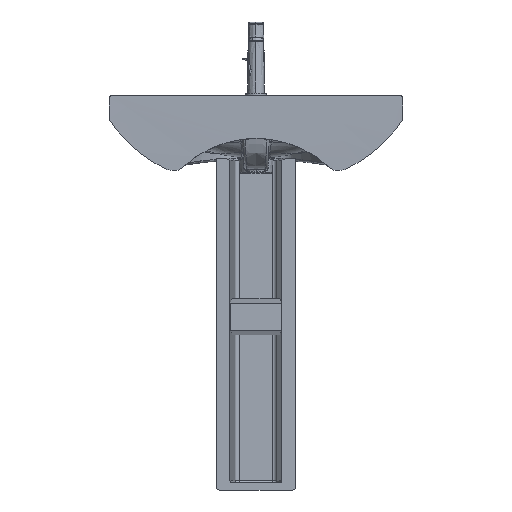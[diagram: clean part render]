
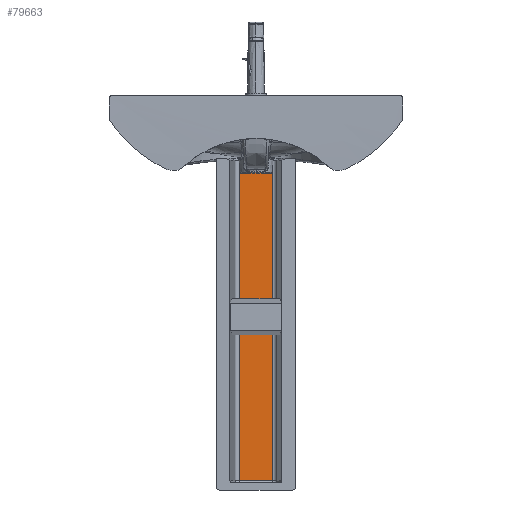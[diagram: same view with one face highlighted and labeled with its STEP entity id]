
A CAD part, left-side view. The second image highlights one B-rep face of the part: STEP entity #79663.
In plain terms, the highlighted free-form (B-spline) face has degree [5, 1] with [6, 2] control points.
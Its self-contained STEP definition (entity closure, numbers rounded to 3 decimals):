
#79009=CARTESIAN_POINT('',(284.435,37.41,-712.));
#79010=VERTEX_POINT('',#79009);
#79282=CARTESIAN_POINT('',(284.435,-37.41,-712.0));
#79283=VERTEX_POINT('',#79282);
#79291=CARTESIAN_POINT('',(284.435,-37.41,-712.0));
#79292=CARTESIAN_POINT('',(285.486,-24.874,-712.0));
#79293=CARTESIAN_POINT('',(286.097,-12.278,-712.0));
#79294=CARTESIAN_POINT('',(286.265,0.295,-712.0));
#79295=CARTESIAN_POINT('',(285.941,15.223,-712.0));
#79296=CARTESIAN_POINT('',(284.996,30.113,-712.0));
#79297=CARTESIAN_POINT('',(284.833,32.438,-712.0));
#79298=CARTESIAN_POINT('',(284.65,34.83,-712.0));
#79299=CARTESIAN_POINT('',(284.451,37.22,-712.0));
#79300=CARTESIAN_POINT('',(284.446,37.286,-712.0));
#79301=CARTESIAN_POINT('',(284.44,37.349,-712.0));
#79302=CARTESIAN_POINT('',(284.435,37.41,-712.0));
#79303=B_SPLINE_CURVE_WITH_KNOTS('',5,(#79291,#79292,#79293,#79294,#79295,#79296,#79297,#79298,#79299,#79300,#79301,#79302),.UNSPECIFIED.,.F.,.U.,(6,3,3,6),(436.364,546.128,566.451,567.049),.UNSPECIFIED.);
#79304=EDGE_CURVE('',#79010,#79283,#79303,.F.);
#79572=CARTESIAN_POINT('',(284.435,37.41,-4.0));
#79573=VERTEX_POINT('',#79572);
#79583=CARTESIAN_POINT('',(284.435,37.41,-4.0));
#79584=DIRECTION('',(0.0,0.0,-1.0));
#79585=VECTOR('',#79584,708.);
#79586=LINE('',#79583,#79585);
#79587=EDGE_CURVE('',#79010,#79573,#79586,.F.);
#79629=CARTESIAN_POINT('',(284.435,-37.41,-4.));
#79630=CARTESIAN_POINT('',(285.685,-22.494,-4.));
#79631=CARTESIAN_POINT('',(286.315,-7.478,-4.));
#79632=CARTESIAN_POINT('',(286.312,7.48,-4.));
#79633=CARTESIAN_POINT('',(285.686,22.492,-4.));
#79634=CARTESIAN_POINT('',(284.435,37.41,-4.));
#79635=CARTESIAN_POINT('',(284.435,-37.41,-712.0));
#79636=CARTESIAN_POINT('',(285.685,-22.494,-712.0));
#79637=CARTESIAN_POINT('',(286.315,-7.478,-712.0));
#79638=CARTESIAN_POINT('',(286.312,7.48,-712.0));
#79639=CARTESIAN_POINT('',(285.686,22.492,-712.0));
#79640=CARTESIAN_POINT('',(284.435,37.41,-712.0));
#79641=B_SPLINE_SURFACE_WITH_KNOTS('',5,1,((#79629,#79635),(#79630,#79636),(#79631,#79637),(#79632,#79638),(#79633,#79639),(#79634,#79640)),.UNSPECIFIED.,.F.,.F.,.U.,(6,6),(2,2),(315.569,423.178),(4.,712.0),.UNSPECIFIED.);
#79642=ORIENTED_EDGE('',*,*,#79587,.F.);
#79643=ORIENTED_EDGE('',*,*,#79304,.T.);
#79644=CARTESIAN_POINT('',(284.435,-37.41,-4.));
#79645=VERTEX_POINT('',#79644);
#79646=CARTESIAN_POINT('',(284.435,-37.41,-4.));
#79647=DIRECTION('',(0.0,0.0,-1.0));
#79648=VECTOR('',#79647,708.);
#79649=LINE('',#79646,#79648);
#79650=EDGE_CURVE('',#79283,#79645,#79649,.F.);
#79651=ORIENTED_EDGE('',*,*,#79650,.T.);
#79652=CARTESIAN_POINT('',(284.435,37.41,-4.0));
#79653=CARTESIAN_POINT('',(285.686,22.492,-4.0));
#79654=CARTESIAN_POINT('',(286.312,7.48,-4.0));
#79655=CARTESIAN_POINT('',(286.315,-7.478,-4.0));
#79656=CARTESIAN_POINT('',(285.685,-22.494,-4.0));
#79657=CARTESIAN_POINT('',(284.435,-37.41,-4.0));
#79658=B_SPLINE_CURVE_WITH_KNOTS('',5,(#79652,#79653,#79654,#79655,#79656,#79657),.UNSPECIFIED.,.F.,.U.,(6,6),(-53.703,53.906),.UNSPECIFIED.);
#79659=EDGE_CURVE('',#79645,#79573,#79658,.F.);
#79660=ORIENTED_EDGE('',*,*,#79659,.T.);
#79661=EDGE_LOOP('',(#79642,#79643,#79651,#79660));
#79662=FACE_OUTER_BOUND('',#79661,.T.);
#79663=ADVANCED_FACE('',(#79662),#79641,.T.);
